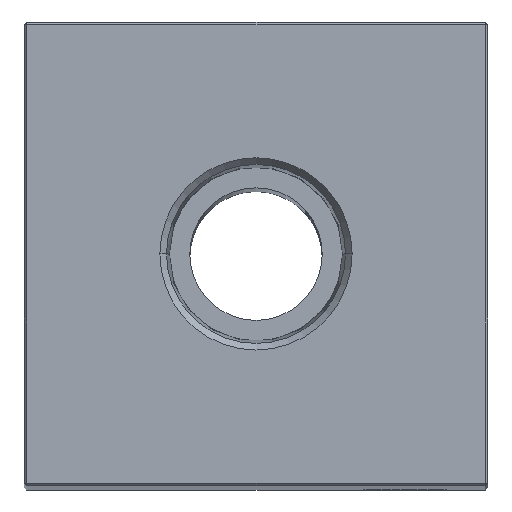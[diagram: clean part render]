
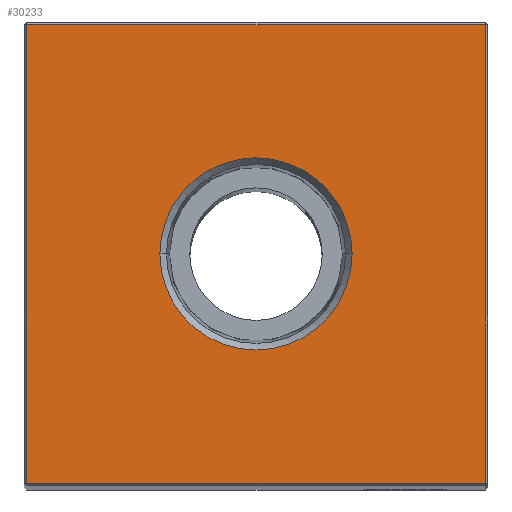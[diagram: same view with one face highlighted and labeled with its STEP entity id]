
A CAD part, top view. The second image highlights one B-rep face of the part: STEP entity #30233.
In plain terms, the highlighted planar face has unit normal (0, 0, 1).
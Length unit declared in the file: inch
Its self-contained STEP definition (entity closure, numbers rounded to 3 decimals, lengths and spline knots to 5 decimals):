
#651 = VERTEX_POINT ( 'NONE', #804 ) ;
#804 = CARTESIAN_POINT ( 'NONE',  ( 0.865, -0.865, 9. ) ) ;
#809 = VERTEX_POINT ( 'NONE', #27902 ) ;
#1914 = EDGE_LOOP ( 'NONE', ( #4945, #24780, #15117, #24944 ) ) ;
#1993 = CARTESIAN_POINT ( 'NONE',  ( 0.865, 0., 9. ) ) ;
#2624 = ORIENTED_EDGE ( 'NONE', *, *, #20190, .F. ) ;
#4252 = LINE ( 'NONE', #14278, #7358 ) ;
#4355 = EDGE_CURVE ( 'NONE', #651, #13167, #24305, .T. ) ;
#4945 = ORIENTED_EDGE ( 'NONE', *, *, #11430, .T. ) ;
#5289 = CARTESIAN_POINT ( 'NONE',  ( 0.865, 0.865, 9. ) ) ;
#6031 = VERTEX_POINT ( 'NONE', #16552 ) ;
#7358 = VECTOR ( 'NONE', #24123, 39.37008 ) ;
#7673 = CARTESIAN_POINT ( 'NONE',  ( -0.865, 0.865, 9. ) ) ;
#7854 = CARTESIAN_POINT ( 'NONE',  ( 0., 0., 9. ) ) ;
#9313 = FACE_OUTER_BOUND ( 'NONE', #1914, .T. ) ;
#9665 = DIRECTION ( 'NONE',  ( 0., 0., -1. ) ) ;
#9694 = DIRECTION ( 'NONE',  ( 0., 0., 1. ) ) ;
#10418 = EDGE_CURVE ( 'NONE', #809, #651, #12520, .T. ) ;
#11430 = EDGE_CURVE ( 'NONE', #30575, #809, #4252, .T. ) ;
#11651 = LINE ( 'NONE', #21485, #29217 ) ;
#12062 = DIRECTION ( 'NONE',  ( 0., 1., 0. ) ) ;
#12520 = LINE ( 'NONE', #22337, #24402 ) ;
#12978 = CIRCLE ( 'NONE', #31002, 0.3626 ) ;
#13049 = CARTESIAN_POINT ( 'NONE',  ( -0.3626, 0., 9. ) ) ;
#13167 = VERTEX_POINT ( 'NONE', #5289 ) ;
#14278 = CARTESIAN_POINT ( 'NONE',  ( -0.865, 0., 9. ) ) ;
#14782 = EDGE_CURVE ( 'NONE', #20585, #6031, #12978, .T. ) ;
#15117 = ORIENTED_EDGE ( 'NONE', *, *, #4355, .T. ) ;
#16552 = CARTESIAN_POINT ( 'NONE',  ( 0.3626, 0., 9. ) ) ;
#17770 = DIRECTION ( 'NONE',  ( 0., 0., 1. ) ) ;
#18199 = AXIS2_PLACEMENT_3D ( 'NONE', #31801, #9694, #19533 ) ;
#19185 = FACE_BOUND ( 'NONE', #21806, .T. ) ;
#19501 = DIRECTION ( 'NONE',  ( -1., 0., 0. ) ) ;
#19533 = DIRECTION ( 'NONE',  ( 1., 0., 0. ) ) ;
#20190 = EDGE_CURVE ( 'NONE', #6031, #20585, #32120, .T. ) ;
#20585 = VERTEX_POINT ( 'NONE', #13049 ) ;
#21180 = AXIS2_PLACEMENT_3D ( 'NONE', #31776, #9665, #19501 ) ;
#21485 = CARTESIAN_POINT ( 'NONE',  ( 0., 0.865, 9. ) ) ;
#21806 = EDGE_LOOP ( 'NONE', ( #2624, #25728 ) ) ;
#22337 = CARTESIAN_POINT ( 'NONE',  ( 0., -0.865, 9. ) ) ;
#24123 = DIRECTION ( 'NONE',  ( 0., -1., 0. ) ) ;
#24305 = LINE ( 'NONE', #1993, #25061 ) ;
#24402 = VECTOR ( 'NONE', #32182, 39.37008 ) ;
#24780 = ORIENTED_EDGE ( 'NONE', *, *, #10418, .T. ) ;
#24944 = ORIENTED_EDGE ( 'NONE', *, *, #26363, .T. ) ;
#25061 = VECTOR ( 'NONE', #12062, 39.37008 ) ;
#25728 = ORIENTED_EDGE ( 'NONE', *, *, #14782, .F. ) ;
#26363 = EDGE_CURVE ( 'NONE', #13167, #30575, #11651, .T. ) ;
#27590 = DIRECTION ( 'NONE',  ( 1., 0., 0. ) ) ;
#27902 = CARTESIAN_POINT ( 'NONE',  ( -0.865, -0.865, 9. ) ) ;
#29029 = PLANE ( 'NONE',  #21180 ) ;
#29217 = VECTOR ( 'NONE', #31343, 39.37008 ) ;
#30233 = ADVANCED_FACE ( 'NONE', ( #9313, #19185 ), #29029, .F. ) ;
#30575 = VERTEX_POINT ( 'NONE', #7673 ) ;
#31002 = AXIS2_PLACEMENT_3D ( 'NONE', #7854, #17770, #27590 ) ;
#31343 = DIRECTION ( 'NONE',  ( -1., 0., 0. ) ) ;
#31776 = CARTESIAN_POINT ( 'NONE',  ( 0., 0., 9. ) ) ;
#31801 = CARTESIAN_POINT ( 'NONE',  ( 0., 0., 9. ) ) ;
#32120 = CIRCLE ( 'NONE', #18199, 0.3626 ) ;
#32182 = DIRECTION ( 'NONE',  ( 1., 0., 0. ) ) ;
